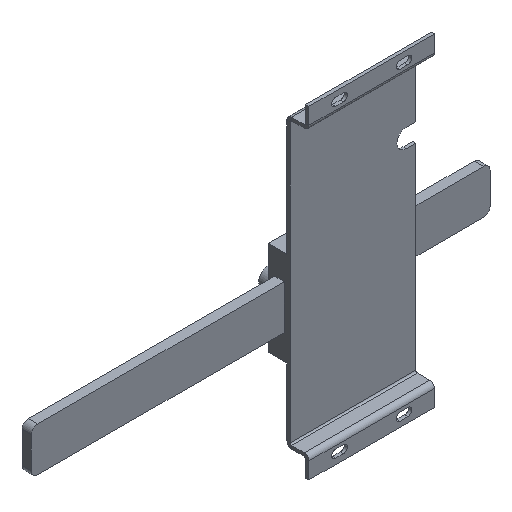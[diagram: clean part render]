
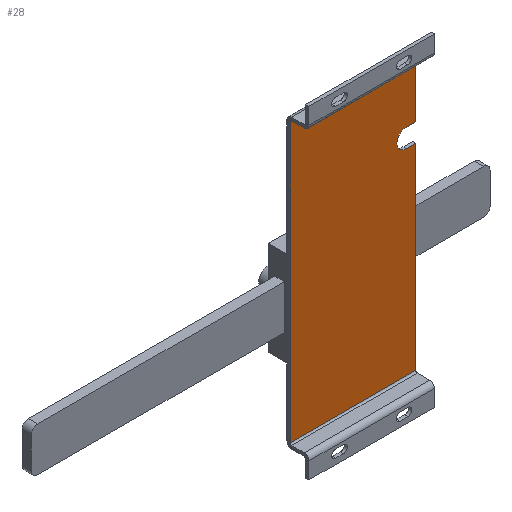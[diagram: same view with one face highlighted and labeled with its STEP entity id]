
A CAD part, isometric view. The second image highlights one B-rep face of the part: STEP entity #28.
In plain terms, the highlighted planar face has unit normal (0, -1, 0).
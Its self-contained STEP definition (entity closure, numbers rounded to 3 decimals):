
#28 = ADVANCED_FACE ( 'NONE', ( #1332 ), #347, .F. ) ;
#39 = ORIENTED_EDGE ( 'NONE', *, *, #2291, .F. ) ;
#90 = ORIENTED_EDGE ( 'NONE', *, *, #678, .F. ) ;
#128 = VERTEX_POINT ( 'NONE', #1770 ) ;
#143 = DIRECTION ( 'NONE',  ( 0., 0., 1. ) ) ;
#191 = CARTESIAN_POINT ( 'NONE',  ( 40., -2., -88.5 ) ) ;
#244 = DIRECTION ( 'NONE',  ( 0., 0., -1. ) ) ;
#310 = CARTESIAN_POINT ( 'NONE',  ( 33.9, -2., 36.7 ) ) ;
#335 = VERTEX_POINT ( 'NONE', #2404 ) ;
#341 = ORIENTED_EDGE ( 'NONE', *, *, #1784, .F. ) ;
#347 = PLANE ( 'NONE',  #928 ) ;
#404 = CARTESIAN_POINT ( 'NONE',  ( 40., -2., -91.5 ) ) ;
#442 = VECTOR ( 'NONE', #2455, 1000. ) ;
#480 = VECTOR ( 'NONE', #1106, 1000. ) ;
#506 = CIRCLE ( 'NONE', #836, 5.9 ) ;
#532 = DIRECTION ( 'NONE',  ( 0., 0., 1. ) ) ;
#580 = EDGE_CURVE ( 'NONE', #1661, #691, #2491, .T. ) ;
#617 = VERTEX_POINT ( 'NONE', #1337 ) ;
#678 = EDGE_CURVE ( 'NONE', #128, #335, #2489, .T. ) ;
#691 = VERTEX_POINT ( 'NONE', #1382 ) ;
#693 = VECTOR ( 'NONE', #2079, 1000. ) ;
#754 = CARTESIAN_POINT ( 'NONE',  ( 33.9, -2., 42.6 ) ) ;
#776 = EDGE_CURVE ( 'NONE', #930, #1661, #2216, .T. ) ;
#832 = ORIENTED_EDGE ( 'NONE', *, *, #1535, .F. ) ;
#836 = AXIS2_PLACEMENT_3D ( 'NONE', #754, #963, #143 ) ;
#928 = AXIS2_PLACEMENT_3D ( 'NONE', #2262, #1500, #532 ) ;
#930 = VERTEX_POINT ( 'NONE', #1862 ) ;
#963 = DIRECTION ( 'NONE',  ( 0., -1., 0. ) ) ;
#979 = DIRECTION ( 'NONE',  ( -1., 0., 0. ) ) ;
#1106 = DIRECTION ( 'NONE',  ( -1., 0., 0. ) ) ;
#1109 = ORIENTED_EDGE ( 'NONE', *, *, #2392, .F. ) ;
#1110 = VERTEX_POINT ( 'NONE', #1313 ) ;
#1113 = LINE ( 'NONE', #1687, #693 ) ;
#1131 = DIRECTION ( 'NONE',  ( 1., 0., 0. ) ) ;
#1178 = LINE ( 'NONE', #2381, #1650 ) ;
#1291 = LINE ( 'NONE', #1872, #442 ) ;
#1313 = CARTESIAN_POINT ( 'NONE',  ( 40., -2., 36.7 ) ) ;
#1332 = FACE_OUTER_BOUND ( 'NONE', #1345, .T. ) ;
#1337 = CARTESIAN_POINT ( 'NONE',  ( -40., -2., 88.5 ) ) ;
#1345 = EDGE_LOOP ( 'NONE', ( #832, #1942, #341, #2065, #1746, #1109, #39, #90 ) ) ;
#1382 = CARTESIAN_POINT ( 'NONE',  ( 33.9, -2., 48.5 ) ) ;
#1392 = VECTOR ( 'NONE', #244, 1000. ) ;
#1500 = DIRECTION ( 'NONE',  ( 0., 1., 0. ) ) ;
#1529 = VECTOR ( 'NONE', #1131, 1000. ) ;
#1535 = EDGE_CURVE ( 'NONE', #1110, #128, #1178, .T. ) ;
#1544 = VERTEX_POINT ( 'NONE', #310 ) ;
#1616 = DIRECTION ( 'NONE',  ( 0., 0., -1. ) ) ;
#1650 = VECTOR ( 'NONE', #1616, 1000. ) ;
#1661 = VERTEX_POINT ( 'NONE', #2481 ) ;
#1687 = CARTESIAN_POINT ( 'NONE',  ( -40., -2., -91.5 ) ) ;
#1746 = ORIENTED_EDGE ( 'NONE', *, *, #776, .F. ) ;
#1770 = CARTESIAN_POINT ( 'NONE',  ( 40., -2., -88.5 ) ) ;
#1784 = EDGE_CURVE ( 'NONE', #691, #1544, #506, .T. ) ;
#1856 = LINE ( 'NONE', #2267, #1529 ) ;
#1862 = CARTESIAN_POINT ( 'NONE',  ( 40., -2., 88.5 ) ) ;
#1872 = CARTESIAN_POINT ( 'NONE',  ( 33.9, -2., 36.7 ) ) ;
#1942 = ORIENTED_EDGE ( 'NONE', *, *, #2242, .F. ) ;
#2065 = ORIENTED_EDGE ( 'NONE', *, *, #580, .F. ) ;
#2079 = DIRECTION ( 'NONE',  ( 0., 0., 1. ) ) ;
#2216 = LINE ( 'NONE', #404, #1392 ) ;
#2240 = CARTESIAN_POINT ( 'NONE',  ( 33.9, -2., 48.5 ) ) ;
#2242 = EDGE_CURVE ( 'NONE', #1544, #1110, #1291, .T. ) ;
#2247 = VECTOR ( 'NONE', #979, 1000. ) ;
#2262 = CARTESIAN_POINT ( 'NONE',  ( 0., -2., 0. ) ) ;
#2267 = CARTESIAN_POINT ( 'NONE',  ( -40., -2., 88.5 ) ) ;
#2291 = EDGE_CURVE ( 'NONE', #335, #617, #1113, .T. ) ;
#2381 = CARTESIAN_POINT ( 'NONE',  ( 40., -2., -91.5 ) ) ;
#2392 = EDGE_CURVE ( 'NONE', #617, #930, #1856, .T. ) ;
#2404 = CARTESIAN_POINT ( 'NONE',  ( -40., -2., -88.5 ) ) ;
#2455 = DIRECTION ( 'NONE',  ( 1., 0., 0. ) ) ;
#2481 = CARTESIAN_POINT ( 'NONE',  ( 40., -2., 48.5 ) ) ;
#2489 = LINE ( 'NONE', #191, #2247 ) ;
#2491 = LINE ( 'NONE', #2240, #480 ) ;
